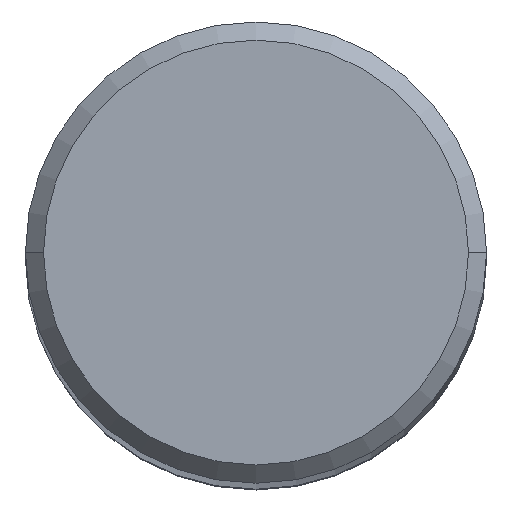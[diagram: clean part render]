
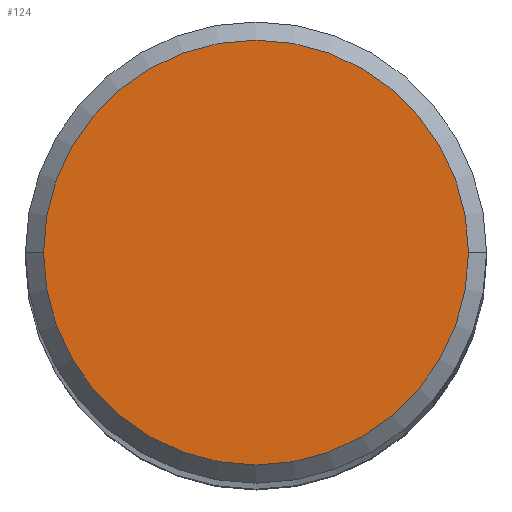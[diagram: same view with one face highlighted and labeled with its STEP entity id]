
A CAD part, top view. The second image highlights one B-rep face of the part: STEP entity #124.
In plain terms, the highlighted planar face has unit normal (0, 0, 1).
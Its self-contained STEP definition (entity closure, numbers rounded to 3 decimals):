
#65=PLANE('',#1179);
#124=ADVANCED_FACE('',(#204),#65,.F.);
#204=FACE_OUTER_BOUND('',#262,.T.);
#262=EDGE_LOOP('',(#495,#496));
#495=ORIENTED_EDGE('',*,*,#704,.T.);
#496=ORIENTED_EDGE('',*,*,#701,.T.);
#582=VERTEX_POINT('',#1832);
#583=VERTEX_POINT('',#1833);
#701=EDGE_CURVE('',#582,#583,#817,.T.);
#704=EDGE_CURVE('',#583,#582,#818,.T.);
#817=CIRCLE('',#1175,11.7);
#818=CIRCLE('',#1177,11.7);
#1175=AXIS2_PLACEMENT_3D('',#1831,#1545,#1546);
#1177=AXIS2_PLACEMENT_3D('',#1837,#1551,#1552);
#1179=AXIS2_PLACEMENT_3D('',#1839,#1555,#1556);
#1545=DIRECTION('',(0.,0.,1.));
#1546=DIRECTION('',(1.,0.,0.));
#1551=DIRECTION('',(0.,0.,1.));
#1552=DIRECTION('',(-1.,0.,0.));
#1555=DIRECTION('',(0.,0.,-1.));
#1556=DIRECTION('',(1.,0.,0.));
#1831=CARTESIAN_POINT('',(0.,0.,0.));
#1832=CARTESIAN_POINT('',(11.7,0.,0.));
#1833=CARTESIAN_POINT('',(-11.7,0.,0.));
#1837=CARTESIAN_POINT('',(0.,0.,0.));
#1839=CARTESIAN_POINT('',(0.,0.,0.));
